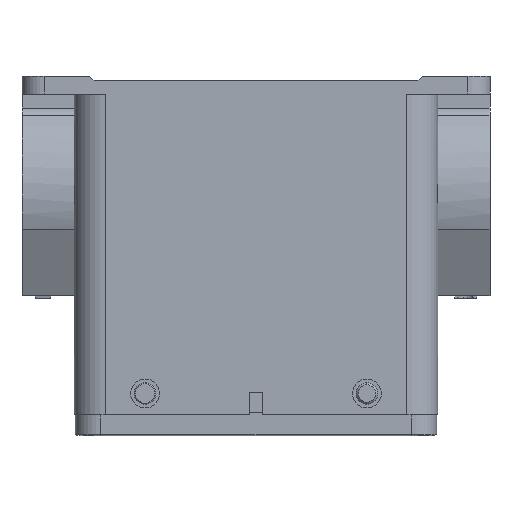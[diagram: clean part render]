
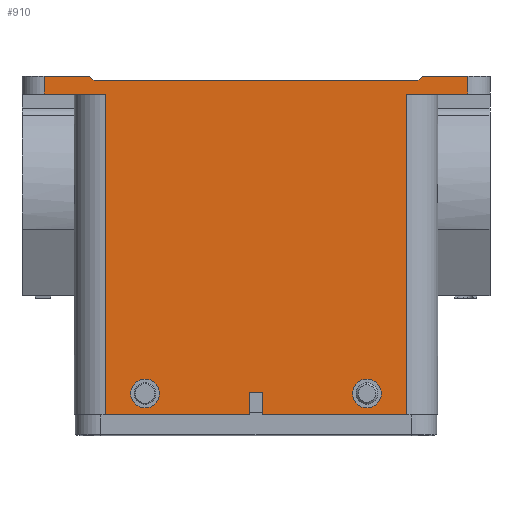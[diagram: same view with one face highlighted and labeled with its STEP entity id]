
A CAD part, front view. The second image highlights one B-rep face of the part: STEP entity #910.
In plain terms, the highlighted planar face has unit normal (0, -1, 0).
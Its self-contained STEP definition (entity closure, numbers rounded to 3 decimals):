
#618=CIRCLE('',#6354,3.25);
#619=CIRCLE('',#6355,3.25);
#620=CIRCLE('',#6356,3.25);
#621=CIRCLE('',#6357,3.25);
#910=ADVANCED_FACE('NONE',(#2391,#2392,#2393),#1254,.F.);
#1254=PLANE('',#6358);
#1447=LINE('',#9057,#1922);
#1451=LINE('',#9067,#1926);
#1454=LINE('',#9085,#1929);
#1491=LINE('',#9201,#1966);
#1492=LINE('',#9209,#1967);
#1493=LINE('',#9212,#1968);
#1494=LINE('',#9213,#1969);
#1495=LINE('',#9214,#1970);
#1496=LINE('',#9215,#1971);
#1497=LINE('',#9217,#1972);
#1498=LINE('',#9219,#1973);
#1499=LINE('',#9221,#1974);
#1500=LINE('',#9223,#1975);
#1501=LINE('',#9225,#1976);
#1502=LINE('',#9227,#1977);
#1503=LINE('',#9229,#1978);
#1922=VECTOR('',#7038,1.);
#1926=VECTOR('',#7046,1.);
#1929=VECTOR('',#7063,1.);
#1966=VECTOR('',#7174,1.);
#1967=VECTOR('',#7183,1.);
#1968=VECTOR('',#7184,1.);
#1969=VECTOR('',#7185,1.);
#1970=VECTOR('',#7186,1.);
#1971=VECTOR('',#7187,1.);
#1972=VECTOR('',#7188,1.);
#1973=VECTOR('',#7189,1.);
#1974=VECTOR('',#7190,1.);
#1975=VECTOR('',#7191,1.);
#1976=VECTOR('',#7192,1.);
#1977=VECTOR('',#7193,1.);
#1978=VECTOR('',#7194,1.);
#2391=FACE_BOUND('',#2490,.T.);
#2392=FACE_BOUND('',#2491,.T.);
#2393=FACE_BOUND('',#2492,.T.);
#2490=EDGE_LOOP('',(#3057,#3058));
#2491=EDGE_LOOP('',(#3059,#3060,#3061,#3062,#3063,#3064,#3065,#3066,#3067,
#3068,#3069,#3070,#3071,#3072,#3073,#3074));
#2492=EDGE_LOOP('',(#3075,#3076));
#3057=ORIENTED_EDGE('',*,*,#5433,.F.);
#3058=ORIENTED_EDGE('',*,*,#5434,.F.);
#3059=ORIENTED_EDGE('',*,*,#5435,.F.);
#3060=ORIENTED_EDGE('',*,*,#5436,.F.);
#3061=ORIENTED_EDGE('',*,*,#5431,.F.);
#3062=ORIENTED_EDGE('',*,*,#5358,.F.);
#3063=ORIENTED_EDGE('',*,*,#5437,.F.);
#3064=ORIENTED_EDGE('',*,*,#5363,.T.);
#3065=ORIENTED_EDGE('',*,*,#5438,.F.);
#3066=ORIENTED_EDGE('',*,*,#5372,.F.);
#3067=ORIENTED_EDGE('',*,*,#5439,.F.);
#3068=ORIENTED_EDGE('',*,*,#5440,.F.);
#3069=ORIENTED_EDGE('',*,*,#5441,.F.);
#3070=ORIENTED_EDGE('',*,*,#5442,.F.);
#3071=ORIENTED_EDGE('',*,*,#5443,.F.);
#3072=ORIENTED_EDGE('',*,*,#5444,.F.);
#3073=ORIENTED_EDGE('',*,*,#5445,.F.);
#3074=ORIENTED_EDGE('',*,*,#5446,.F.);
#3075=ORIENTED_EDGE('',*,*,#5447,.F.);
#3076=ORIENTED_EDGE('',*,*,#5448,.F.);
#4757=VERTEX_POINT('',#9058);
#4758=VERTEX_POINT('',#9059);
#4760=VERTEX_POINT('',#9066);
#4761=VERTEX_POINT('',#9068);
#4768=VERTEX_POINT('',#9084);
#4769=VERTEX_POINT('',#9086);
#4811=VERTEX_POINT('',#9202);
#4812=VERTEX_POINT('',#9206);
#4813=VERTEX_POINT('',#9207);
#4814=VERTEX_POINT('',#9210);
#4815=VERTEX_POINT('',#9211);
#4816=VERTEX_POINT('',#9216);
#4817=VERTEX_POINT('',#9218);
#4818=VERTEX_POINT('',#9220);
#4819=VERTEX_POINT('',#9222);
#4820=VERTEX_POINT('',#9224);
#4821=VERTEX_POINT('',#9226);
#4822=VERTEX_POINT('',#9228);
#4823=VERTEX_POINT('',#9231);
#4824=VERTEX_POINT('',#9232);
#5358=EDGE_CURVE('NONE',#4757,#4758,#1447,.T.);
#5363=EDGE_CURVE('NONE',#4761,#4760,#1451,.T.);
#5372=EDGE_CURVE('NONE',#4768,#4769,#1454,.T.);
#5431=EDGE_CURVE('NONE',#4758,#4811,#1491,.T.);
#5433=EDGE_CURVE('NONE',#4812,#4813,#618,.T.);
#5434=EDGE_CURVE('NONE',#4813,#4812,#619,.T.);
#5435=EDGE_CURVE('NONE',#4814,#4815,#1492,.T.);
#5436=EDGE_CURVE('NONE',#4811,#4814,#1493,.T.);
#5437=EDGE_CURVE('NONE',#4761,#4757,#1494,.T.);
#5438=EDGE_CURVE('NONE',#4769,#4760,#1495,.T.);
#5439=EDGE_CURVE('NONE',#4816,#4768,#1496,.T.);
#5440=EDGE_CURVE('NONE',#4817,#4816,#1497,.T.);
#5441=EDGE_CURVE('NONE',#4818,#4817,#1498,.T.);
#5442=EDGE_CURVE('NONE',#4819,#4818,#1499,.T.);
#5443=EDGE_CURVE('NONE',#4820,#4819,#1500,.T.);
#5444=EDGE_CURVE('NONE',#4821,#4820,#1501,.T.);
#5445=EDGE_CURVE('NONE',#4822,#4821,#1502,.T.);
#5446=EDGE_CURVE('',#4815,#4822,#1503,.T.);
#5447=EDGE_CURVE('NONE',#4823,#4824,#620,.T.);
#5448=EDGE_CURVE('NONE',#4824,#4823,#621,.T.);
#6354=AXIS2_PLACEMENT_3D('',#9205,#7179,#7180);
#6355=AXIS2_PLACEMENT_3D('',#9208,#7181,#7182);
#6356=AXIS2_PLACEMENT_3D('',#9230,#7195,#7196);
#6357=AXIS2_PLACEMENT_3D('',#9233,#7197,#7198);
#6358=AXIS2_PLACEMENT_3D('',#9234,#7199,#7200);
#7038=DIRECTION('',(1.,0.,0.));
#7046=DIRECTION('',(-1.,0.,0.));
#7063=DIRECTION('',(1.,0.,0.));
#7174=DIRECTION('',(0.,0.,-1.));
#7179=DIRECTION('',(0.,-1.,0.));
#7180=DIRECTION('',(0.,0.,-1.));
#7181=DIRECTION('',(0.,-1.,0.));
#7182=DIRECTION('',(0.,0.,-1.));
#7183=DIRECTION('',(0.,0.,-1.));
#7184=DIRECTION('',(-1.,0.,0.));
#7185=DIRECTION('',(0.707,0.,0.707));
#7186=DIRECTION('',(0.707,0.,-0.707));
#7187=DIRECTION('',(0.,0.,1.));
#7188=DIRECTION('',(-1.,0.,0.));
#7189=DIRECTION('',(0.,0.,1.));
#7190=DIRECTION('',(-1.,0.,0.));
#7191=DIRECTION('',(0.,0.,-1.));
#7192=DIRECTION('',(-1.,0.,0.));
#7193=DIRECTION('',(0.,0.,1.));
#7194=DIRECTION('',(-1.,0.,0.));
#7195=DIRECTION('',(0.,-1.,0.));
#7196=DIRECTION('',(0.,0.,-1.));
#7197=DIRECTION('',(0.,-1.,0.));
#7198=DIRECTION('',(0.,0.,-1.));
#7199=DIRECTION('',(0.,1.,0.));
#7200=DIRECTION('',(0.,0.,1.));
#9057=CARTESIAN_POINT('',(-53.,-28.25,0.));
#9058=CARTESIAN_POINT('',(37.5,-28.25,0.));
#9059=CARTESIAN_POINT('',(47.75,-28.25,0.));
#9066=CARTESIAN_POINT('',(-36.5,-28.25,-1.));
#9067=CARTESIAN_POINT('',(-36.5,-28.25,-1.));
#9068=CARTESIAN_POINT('',(36.5,-28.25,-1.));
#9084=CARTESIAN_POINT('',(-47.75,-28.25,0.));
#9085=CARTESIAN_POINT('',(-53.,-28.25,0.));
#9086=CARTESIAN_POINT('',(-37.5,-28.25,0.));
#9201=CARTESIAN_POINT('',(47.75,-28.25,-49.816));
#9202=CARTESIAN_POINT('',(47.75,-28.25,-4.));
#9205=CARTESIAN_POINT('',(-25.,-28.25,-71.5));
#9206=CARTESIAN_POINT('',(-25.,-28.25,-74.75));
#9207=CARTESIAN_POINT('',(-25.,-28.25,-68.25));
#9208=CARTESIAN_POINT('',(-25.,-28.25,-71.5));
#9209=CARTESIAN_POINT('',(34.,-28.25,0.));
#9210=CARTESIAN_POINT('',(34.,-28.25,-4.));
#9211=CARTESIAN_POINT('',(34.,-28.25,-76.322));
#9212=CARTESIAN_POINT('',(0.,-28.25,-4.));
#9213=CARTESIAN_POINT('',(36.5,-28.25,-1.));
#9214=CARTESIAN_POINT('',(-37.5,-28.25,0.));
#9215=CARTESIAN_POINT('',(-47.75,-28.25,0.));
#9216=CARTESIAN_POINT('',(-47.75,-28.25,-4.));
#9217=CARTESIAN_POINT('',(0.,-28.25,-4.));
#9218=CARTESIAN_POINT('',(-34.,-28.25,-4.));
#9219=CARTESIAN_POINT('',(-34.,-28.25,0.));
#9220=CARTESIAN_POINT('',(-34.,-28.25,-76.322));
#9221=CARTESIAN_POINT('',(0.,-28.25,-76.322));
#9222=CARTESIAN_POINT('',(-1.5,-28.25,-76.322));
#9223=CARTESIAN_POINT('',(-1.5,-28.25,0.));
#9224=CARTESIAN_POINT('',(-1.5,-28.25,-71.322));
#9225=CARTESIAN_POINT('',(0.,-28.25,-71.322));
#9226=CARTESIAN_POINT('',(1.5,-28.25,-71.322));
#9227=CARTESIAN_POINT('',(1.5,-28.25,0.));
#9228=CARTESIAN_POINT('',(1.5,-28.25,-76.322));
#9229=CARTESIAN_POINT('',(0.,-28.25,-76.322));
#9230=CARTESIAN_POINT('',(25.,-28.25,-71.5));
#9231=CARTESIAN_POINT('',(25.,-28.25,-74.75));
#9232=CARTESIAN_POINT('',(25.,-28.25,-68.25));
#9233=CARTESIAN_POINT('',(25.,-28.25,-71.5));
#9234=CARTESIAN_POINT('',(0.,-28.25,0.));
